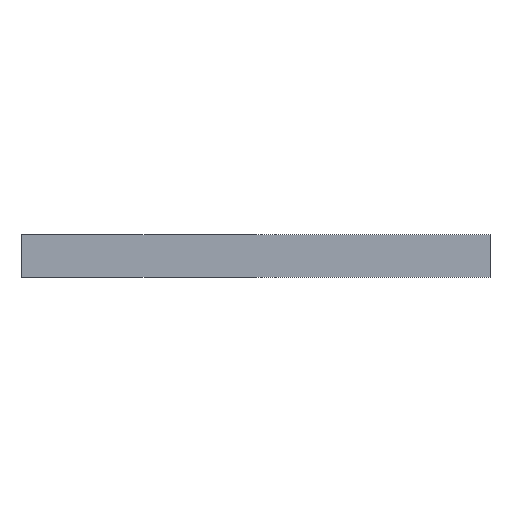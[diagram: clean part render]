
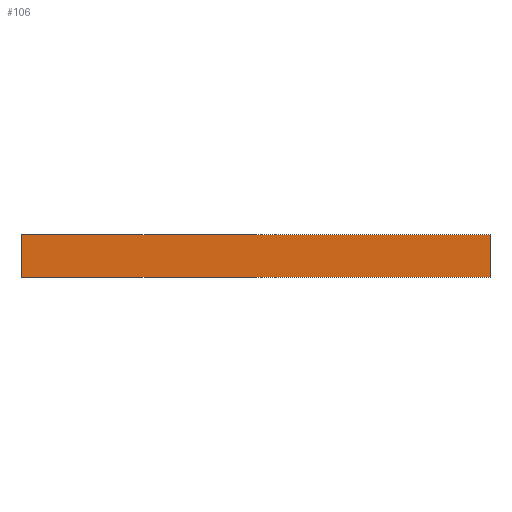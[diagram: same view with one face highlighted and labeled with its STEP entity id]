
A CAD part, front view. The second image highlights one B-rep face of the part: STEP entity #106.
In plain terms, the highlighted planar face has unit normal (0, -1, 0).
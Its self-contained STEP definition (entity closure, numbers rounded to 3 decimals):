
#20=FACE_OUTER_BOUND('',#26,.T.);
#26=EDGE_LOOP('',(#91,#92,#93,#94));
#31=LINE('',#154,#43);
#34=LINE('',#159,#46);
#36=LINE('',#163,#48);
#38=LINE('',#166,#50);
#43=VECTOR('',#125,10.);
#46=VECTOR('',#130,10.);
#48=VECTOR('',#134,10.);
#50=VECTOR('',#138,10.);
#55=VERTEX_POINT('',#152);
#56=VERTEX_POINT('',#153);
#57=VERTEX_POINT('',#158);
#58=VERTEX_POINT('',#162);
#63=EDGE_CURVE('',#55,#56,#31,.T.);
#66=EDGE_CURVE('',#56,#57,#34,.T.);
#68=EDGE_CURVE('',#58,#57,#36,.T.);
#70=EDGE_CURVE('',#58,#55,#38,.T.);
#91=ORIENTED_EDGE('',*,*,#70,.T.);
#92=ORIENTED_EDGE('',*,*,#63,.T.);
#93=ORIENTED_EDGE('',*,*,#66,.T.);
#94=ORIENTED_EDGE('',*,*,#68,.F.);
#100=PLANE('',#114);
#106=ADVANCED_FACE('',(#20),#100,.F.);
#114=AXIS2_PLACEMENT_3D('',#167,#139,#140);
#125=DIRECTION('',(0.,0.,1.));
#130=DIRECTION('',(-1.,0.,0.));
#134=DIRECTION('',(0.,0.,1.));
#138=DIRECTION('',(1.,0.,0.));
#139=DIRECTION('center_axis',(0.,1.,0.));
#140=DIRECTION('ref_axis',(-1.,0.,0.));
#152=CARTESIAN_POINT('',(-135.,-121.731,37.822));
#153=CARTESIAN_POINT('',(-135.,-121.731,39.822));
#154=CARTESIAN_POINT('',(-135.,-121.731,37.822));
#158=CARTESIAN_POINT('',(-157.,-121.731,39.822));
#159=CARTESIAN_POINT('',(-157.,-121.731,39.822));
#162=CARTESIAN_POINT('',(-157.,-121.731,37.822));
#163=CARTESIAN_POINT('',(-157.,-121.731,37.822));
#166=CARTESIAN_POINT('',(-157.,-121.731,37.822));
#167=CARTESIAN_POINT('Origin',(-135.,-121.731,37.822));
